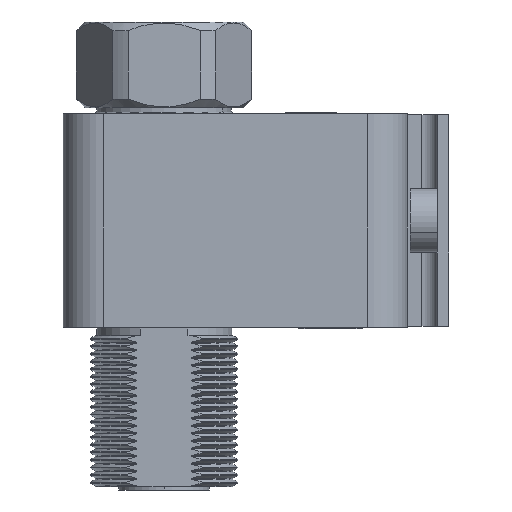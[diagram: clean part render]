
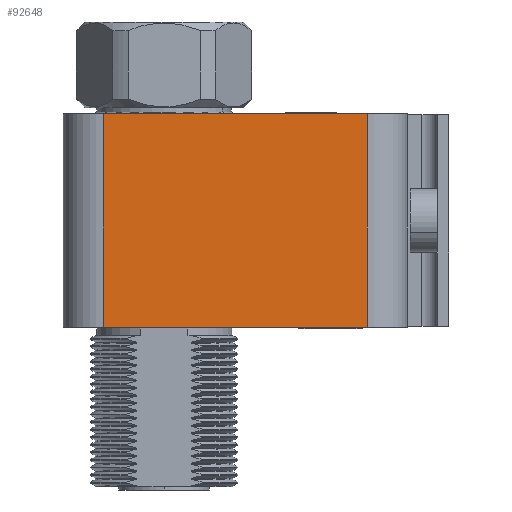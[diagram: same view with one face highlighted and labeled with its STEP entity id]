
A CAD part, front view. The second image highlights one B-rep face of the part: STEP entity #92648.
In plain terms, the highlighted planar face has unit normal (0, -1, 0).
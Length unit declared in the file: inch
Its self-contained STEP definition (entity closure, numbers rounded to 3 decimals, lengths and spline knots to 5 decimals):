
#2069 = CARTESIAN_POINT ( 'NONE',  ( 1.03, -0.785, 0.834 ) ) ;
#2959 = DIRECTION ( 'NONE',  ( 1., 0., 0. ) ) ;
#3609 = EDGE_CURVE ( 'NONE', #85502, #50604, #24551, .T. ) ;
#10617 = VECTOR ( 'NONE', #2959, 39.37008 ) ;
#11986 = CARTESIAN_POINT ( 'NONE',  ( -1.03, -0.785, -0.834 ) ) ;
#15662 = CARTESIAN_POINT ( 'NONE',  ( -1.03, -0.785, 0.834 ) ) ;
#15944 = EDGE_CURVE ( 'NONE', #85502, #24750, #46589, .T. ) ;
#16810 = DIRECTION ( 'NONE',  ( 0., 0., -1. ) ) ;
#20287 = CARTESIAN_POINT ( 'NONE',  ( -1.03, -0.785, 0.834 ) ) ;
#23260 = VECTOR ( 'NONE', #16810, 39.37008 ) ;
#24551 = LINE ( 'NONE', #20287, #86328 ) ;
#24750 = VERTEX_POINT ( 'NONE', #91458 ) ;
#27514 = DIRECTION ( 'NONE',  ( 0., 0., -1. ) ) ;
#33682 = FACE_OUTER_BOUND ( 'NONE', #71446, .T. ) ;
#36741 = DIRECTION ( 'NONE',  ( 0., 1., 0. ) ) ;
#36843 = VECTOR ( 'NONE', #69514, 39.37008 ) ;
#39095 = LINE ( 'NONE', #11986, #36843 ) ;
#42335 = LINE ( 'NONE', #2069, #23260 ) ;
#44005 = DIRECTION ( 'NONE',  ( 0., 0., 1. ) ) ;
#44309 = CARTESIAN_POINT ( 'NONE',  ( -1.03, -0.785, 0.834 ) ) ;
#44813 = VERTEX_POINT ( 'NONE', #68979 ) ;
#46589 = LINE ( 'NONE', #52580, #10617 ) ;
#48277 = EDGE_CURVE ( 'NONE', #24750, #44813, #42335, .T. ) ;
#50030 = CARTESIAN_POINT ( 'NONE',  ( -1.03, -0.785, -0.834 ) ) ;
#50604 = VERTEX_POINT ( 'NONE', #50030 ) ;
#52580 = CARTESIAN_POINT ( 'NONE',  ( -1.03, -0.785, 0.834 ) ) ;
#60060 = AXIS2_PLACEMENT_3D ( 'NONE', #44309, #36741, #44005 ) ;
#60383 = ORIENTED_EDGE ( 'NONE', *, *, #15944, .F. ) ;
#61352 = ORIENTED_EDGE ( 'NONE', *, *, #3609, .T. ) ;
#68979 = CARTESIAN_POINT ( 'NONE',  ( 1.03, -0.785, -0.834 ) ) ;
#69514 = DIRECTION ( 'NONE',  ( 1., 0., 0. ) ) ;
#71446 = EDGE_LOOP ( 'NONE', ( #79880, #74251, #60383, #61352 ) ) ;
#73236 = EDGE_CURVE ( 'NONE', #50604, #44813, #39095, .T. ) ;
#74251 = ORIENTED_EDGE ( 'NONE', *, *, #48277, .F. ) ;
#79880 = ORIENTED_EDGE ( 'NONE', *, *, #73236, .T. ) ;
#85502 = VERTEX_POINT ( 'NONE', #15662 ) ;
#86328 = VECTOR ( 'NONE', #27514, 39.37008 ) ;
#87312 = PLANE ( 'NONE',  #60060 ) ;
#91458 = CARTESIAN_POINT ( 'NONE',  ( 1.03, -0.785, 0.834 ) ) ;
#92648 = ADVANCED_FACE ( 'NONE', ( #33682 ), #87312, .F. ) ;
